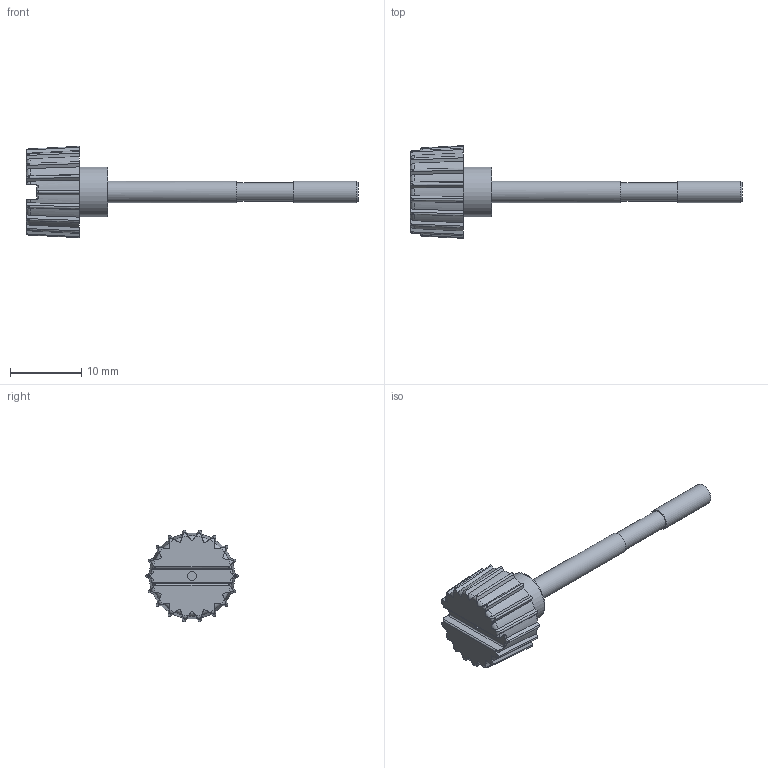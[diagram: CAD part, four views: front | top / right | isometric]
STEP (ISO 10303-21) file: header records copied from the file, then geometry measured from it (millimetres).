
FILE_DESCRIPTION(/* description */ (''),/* implementation_level */ '2;1');
FILE_NAME(/* name */ '16 8104 131 001_00-Rändelschraube.stp',/* time_stamp */ '2017-07-14T10:55:25+02:00',/* author */ (''),/* organization */ (''),/* preprocessor_version */ 'ST-DEVELOPER v16',/* originating_system */ 'SIEMENS PLM Software NX 11.0',/* authorisation */ '');
FILE_SCHEMA (('AUTOMOTIVE_DESIGN { 1 0 10303 214 3 1 1 1 }'));
Length unit declared in the file: millimetre
Products named in the file (1): smag25BC3F182i81
Bounding box: 46.6 x 13.02 x 12.83 mm (x, y, z)
Volume: 1177.4 mm3; surface area: 1001.1 mm2
Topology: 1 solids, 1 shells, 147 faces, 409 edges, 271 vertices
Faces by surface type: plane 49, torus 39, cylinder 31, cone 22, bspline 4, sphere 2
Full cylindrical faces by diameter (mm): 1.2 x1, 2.6 x1, 3 x2, 7 x1
Entity records: 6103 total; most frequent: CARTESIAN_POINT 2553, ORIENTED_EDGE 782, DIRECTION 660, EDGE_CURVE 391, AXIS2_PLACEMENT_3D 270, VERTEX_POINT 263, EDGE_LOOP 164, B_SPLINE_CURVE_WITH_KNOTS 148
